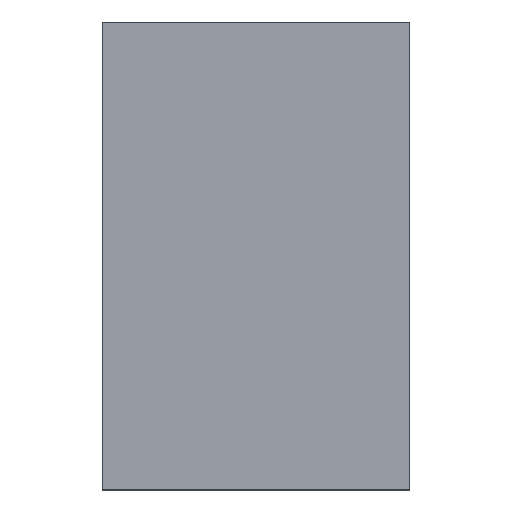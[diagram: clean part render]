
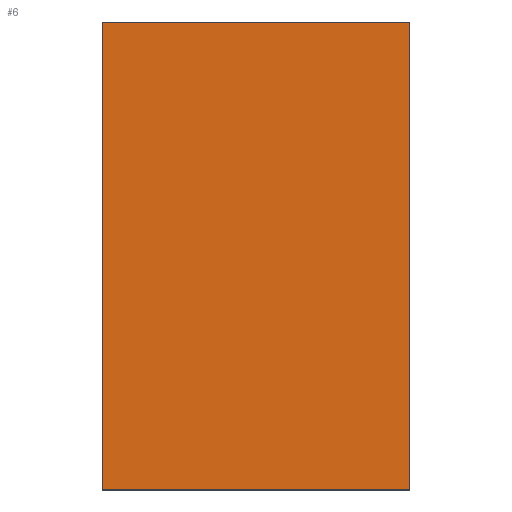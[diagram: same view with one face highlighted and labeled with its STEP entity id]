
A CAD part, top view. The second image highlights one B-rep face of the part: STEP entity #6.
In plain terms, the highlighted planar face has unit normal (0, 0, 1).
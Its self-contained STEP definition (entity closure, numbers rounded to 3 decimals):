
#6 = ADVANCED_FACE ( 'NONE', ( #148 ), #203, .T. ) ;
#13 = VERTEX_POINT ( 'NONE', #161 ) ;
#53 = DIRECTION ( 'NONE',  ( 0., 1., 0. ) ) ;
#57 = EDGE_CURVE ( 'NONE', #185, #195, #103, .T. ) ;
#60 = LINE ( 'NONE', #194, #101 ) ;
#65 = LINE ( 'NONE', #152, #104 ) ;
#71 = EDGE_CURVE ( 'NONE', #183, #13, #60, .T. ) ;
#77 = DIRECTION ( 'NONE',  ( 1., 0., 0. ) ) ;
#83 = CARTESIAN_POINT ( 'NONE',  ( -12.5, 19., 1. ) ) ;
#95 = VECTOR ( 'NONE', #140, 1000. ) ;
#98 = LINE ( 'NONE', #158, #95 ) ;
#101 = VECTOR ( 'NONE', #211, 1000. ) ;
#103 = LINE ( 'NONE', #190, #112 ) ;
#104 = VECTOR ( 'NONE', #53, 1000. ) ;
#110 = DIRECTION ( 'NONE',  ( -1., 0., 0. ) ) ;
#112 = VECTOR ( 'NONE', #110, 1000. ) ;
#140 = DIRECTION ( 'NONE',  ( 0., -1., 0. ) ) ;
#141 = CARTESIAN_POINT ( 'NONE',  ( 12.5, 19., 1. ) ) ;
#148 = FACE_OUTER_BOUND ( 'NONE', #199, .T. ) ;
#152 = CARTESIAN_POINT ( 'NONE',  ( 12.5, 19., 1. ) ) ;
#153 = EDGE_CURVE ( 'NONE', #13, #185, #65, .T. ) ;
#158 = CARTESIAN_POINT ( 'NONE',  ( -12.5, 19., 1. ) ) ;
#161 = CARTESIAN_POINT ( 'NONE',  ( 12.5, -19., 1. ) ) ;
#164 = AXIS2_PLACEMENT_3D ( 'NONE', #220, #176, #77 ) ;
#167 = ORIENTED_EDGE ( 'NONE', *, *, #57, .T. ) ;
#175 = ORIENTED_EDGE ( 'NONE', *, *, #207, .T. ) ;
#176 = DIRECTION ( 'NONE',  ( 0., 0., 1. ) ) ;
#179 = ORIENTED_EDGE ( 'NONE', *, *, #153, .T. ) ;
#183 = VERTEX_POINT ( 'NONE', #200 ) ;
#185 = VERTEX_POINT ( 'NONE', #141 ) ;
#190 = CARTESIAN_POINT ( 'NONE',  ( -12.5, 19., 1. ) ) ;
#194 = CARTESIAN_POINT ( 'NONE',  ( -12.5, -19., 1. ) ) ;
#195 = VERTEX_POINT ( 'NONE', #83 ) ;
#199 = EDGE_LOOP ( 'NONE', ( #175, #227, #179, #167 ) ) ;
#200 = CARTESIAN_POINT ( 'NONE',  ( -12.5, -19., 1. ) ) ;
#203 = PLANE ( 'NONE',  #164 ) ;
#207 = EDGE_CURVE ( 'NONE', #195, #183, #98, .T. ) ;
#211 = DIRECTION ( 'NONE',  ( 1., 0., 0. ) ) ;
#220 = CARTESIAN_POINT ( 'NONE',  ( 0., 0., 1. ) ) ;
#227 = ORIENTED_EDGE ( 'NONE', *, *, #71, .T. ) ;
